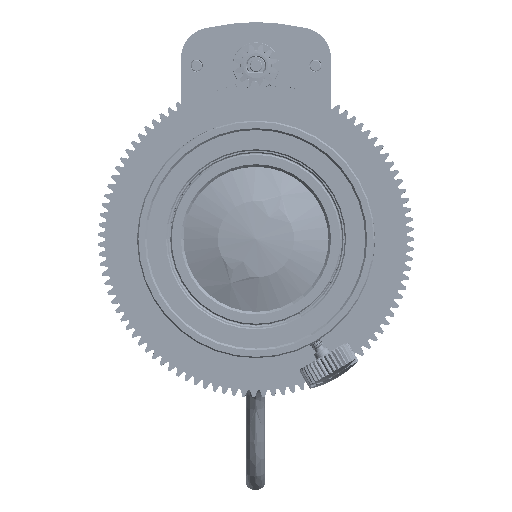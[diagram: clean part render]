
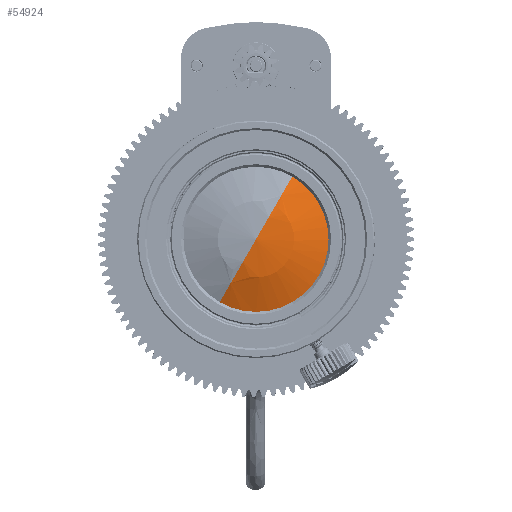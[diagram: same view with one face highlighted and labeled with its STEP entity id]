
A CAD part, left-side view. The second image highlights one B-rep face of the part: STEP entity #54924.
In plain terms, the highlighted spherical face has radius 30.423 mm.
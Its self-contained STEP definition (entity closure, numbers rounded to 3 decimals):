
#54924 = ADVANCED_FACE('',(#54925),#54954,.T.);
#54925 = FACE_BOUND('',#54926,.T.);
#54926 = EDGE_LOOP('',(#54927,#54938,#54947));
#54927 = ORIENTED_EDGE('',*,*,#54928,.T.);
#54928 = EDGE_CURVE('',#54929,#54931,#54933,.T.);
#54929 = VERTEX_POINT('',#54930);
#54930 = CARTESIAN_POINT('',(-4.066,0.,0.));
#54931 = VERTEX_POINT('',#54932);
#54932 = CARTESIAN_POINT('',(-1.599,12.,0.));
#54933 = CIRCLE('',#54934,30.423);
#54934 = AXIS2_PLACEMENT_3D('',#54935,#54936,#54937);
#54935 = CARTESIAN_POINT('',(26.357,0.,0.));
#54936 = DIRECTION('',(0.,0.,-1.));
#54937 = DIRECTION('',(-1.,0.,0.));
#54938 = ORIENTED_EDGE('',*,*,#54939,.F.);
#54939 = EDGE_CURVE('',#54940,#54931,#54942,.T.);
#54940 = VERTEX_POINT('',#54941);
#54941 = CARTESIAN_POINT('',(-1.599,-12.,0.));
#54942 = CIRCLE('',#54943,12.);
#54943 = AXIS2_PLACEMENT_3D('',#54944,#54945,#54946);
#54944 = CARTESIAN_POINT('',(-1.599,0.,0.));
#54945 = DIRECTION('',(1.,0.,0.));
#54946 = DIRECTION('',(0.,-1.,0.));
#54947 = ORIENTED_EDGE('',*,*,#54948,.F.);
#54948 = EDGE_CURVE('',#54929,#54940,#54949,.T.);
#54949 = CIRCLE('',#54950,30.423);
#54950 = AXIS2_PLACEMENT_3D('',#54951,#54952,#54953);
#54951 = CARTESIAN_POINT('',(26.357,0.,0.));
#54952 = DIRECTION('',(0.,0.,1.));
#54953 = DIRECTION('',(-1.,0.,0.));
#54954 = SPHERICAL_SURFACE('',#54955,30.423);
#54955 = AXIS2_PLACEMENT_3D('',#54956,#54957,#54958);
#54956 = CARTESIAN_POINT('',(26.357,0.,0.));
#54957 = DIRECTION('',(1.,0.,0.));
#54958 = DIRECTION('',(0.,-1.,0.));
